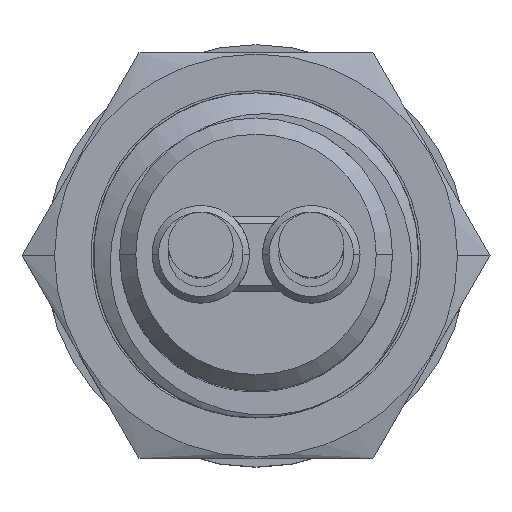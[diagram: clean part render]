
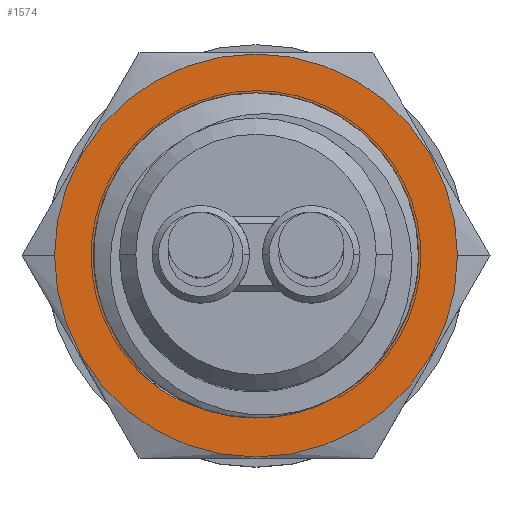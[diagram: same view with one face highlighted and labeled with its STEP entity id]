
A CAD part, top view. The second image highlights one B-rep face of the part: STEP entity #1574.
In plain terms, the highlighted planar face has unit normal (0, 0, 1).
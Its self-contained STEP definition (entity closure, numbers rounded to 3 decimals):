
#428=CARTESIAN_POINT('',(1.929,3.787,-18.6));
#443=CARTESIAN_POINT('',(3.005,3.005,-18.6));
#448=CARTESIAN_POINT('',(-2.981,-4.104,
-18.6));
#449=CARTESIAN_POINT('',(-3.225,-3.905,
-18.6));
#450=CARTESIAN_POINT('',(-3.665,-3.473,
-18.6));
#451=CARTESIAN_POINT('',(-4.2,-2.714,
-18.6));
#452=CARTESIAN_POINT('',(-4.577,-1.877,
-18.6));
#453=CARTESIAN_POINT('',(-4.794,-0.998,
-18.6));
#454=CARTESIAN_POINT('',(-4.846,-0.098,
-18.6));
#455=CARTESIAN_POINT('',(-4.727,0.796,
-18.6));
#456=CARTESIAN_POINT('',(-4.452,1.638,-18.6));
#457=CARTESIAN_POINT('',(-4.032,2.397,-18.6));
#458=CARTESIAN_POINT('',(-3.483,3.066,-18.6));
#459=CARTESIAN_POINT('',(-2.828,3.614,-18.6));
#460=CARTESIAN_POINT('',(-2.087,4.029,-18.6));
#461=CARTESIAN_POINT('',(-1.288,4.297,-18.6));
#462=CARTESIAN_POINT('',(-0.464,4.411,
-18.6));
#463=CARTESIAN_POINT('',(0.378,4.366,-18.6));
#464=CARTESIAN_POINT('',(1.192,4.163,-18.6));
#465=CARTESIAN_POINT('',(1.69,3.929,-18.6));
#466=CARTESIAN_POINT('',(1.929,3.787,-18.6));
#471=CARTESIAN_POINT('',(3.005,3.005,-18.6));
#472=CARTESIAN_POINT('',(3.215,2.821,-18.6));
#473=CARTESIAN_POINT('',(3.59,2.419,-18.6));
#474=CARTESIAN_POINT('',(4.031,1.717,-18.6));
#475=CARTESIAN_POINT('',(4.332,0.94,-18.6));
#476=CARTESIAN_POINT('',(4.483,0.129,-18.6));
#477=CARTESIAN_POINT('',(4.48,-0.715,
-18.6));
#478=CARTESIAN_POINT('',(4.317,-1.556,-18.6));
#479=CARTESIAN_POINT('',(3.996,-2.36,-18.6));
#480=CARTESIAN_POINT('',(3.525,-3.098,-18.6));
#481=CARTESIAN_POINT('',(2.919,-3.74,-18.6));
#482=CARTESIAN_POINT('',(2.201,-4.261,-18.6));
#483=CARTESIAN_POINT('',(1.397,-4.64,-18.6));
#484=CARTESIAN_POINT('',(0.526,-4.869,
-18.6));
#485=CARTESIAN_POINT('',(-0.37,-4.934,
-18.6));
#486=CARTESIAN_POINT('',(-1.281,-4.833,
-18.6));
#487=CARTESIAN_POINT('',(-2.17,-4.56,
-18.6));
#488=CARTESIAN_POINT('',(-2.717,-4.274,
-18.6));
#489=CARTESIAN_POINT('',(-2.981,-4.104,
-18.6));
#494=CARTESIAN_POINT('',(0.,0.,-18.6));
#495=DIRECTION('',(0.,0.,-1.));
#496=DIRECTION('',(0.454,0.891,0.));
#497=AXIS2_PLACEMENT_3D('',#494,#495,#496);
#502=CARTESIAN_POINT('',(0.,0.,-18.6));
#503=DIRECTION('',(0.,0.,1.));
#504=DIRECTION('',(-1.,0.,0.));
#505=AXIS2_PLACEMENT_3D('',#502,#503,#504);
#510=CARTESIAN_POINT('',(0.,0.,-18.6));
#511=DIRECTION('',(0.,0.,1.));
#512=DIRECTION('',(0.,1.,0.));
#513=AXIS2_PLACEMENT_3D('',#510,#511,#512);
#518=CARTESIAN_POINT('',(0.,0.,-18.6));
#519=DIRECTION('',(0.,0.,1.));
#520=DIRECTION('',(1.,0.,0.));
#521=AXIS2_PLACEMENT_3D('',#518,#519,#520);
#526=CARTESIAN_POINT('',(0.,0.,-18.6));
#527=DIRECTION('',(0.,0.,1.));
#528=DIRECTION('',(0.,-1.,0.));
#529=AXIS2_PLACEMENT_3D('',#526,#527,#528);
#931=VERTEX_POINT('',#428);
#946=VERTEX_POINT('',#443);
#947=VERTEX_POINT('',#448);
#953=CARTESIAN_POINT('',(6.2,0.,-18.6));
#954=CARTESIAN_POINT('',(0.,6.2,-18.6));
#955=VERTEX_POINT('',#953);
#956=VERTEX_POINT('',#954);
#960=CARTESIAN_POINT('',(-6.2,0.,-18.6));
#961=VERTEX_POINT('',#960);
#963=CARTESIAN_POINT('',(0.,-6.2,-18.6));
#964=VERTEX_POINT('',#963);
#1554=CARTESIAN_POINT('',(-6.448,-6.448,-18.6));
#1555=DIRECTION('',(0.,0.,1.));
#1556=DIRECTION('',(1.,0.,0.));
#1557=AXIS2_PLACEMENT_3D('',#1554,#1555,#1556);
#1558=PLANE('',#1557);
#1560=ORIENTED_EDGE('',*,*,#1559,.F.);
#1562=ORIENTED_EDGE('',*,*,#1561,.F.);
#1564=ORIENTED_EDGE('',*,*,#1563,.F.);
#1566=ORIENTED_EDGE('',*,*,#1565,.F.);
#1567=EDGE_LOOP('',(#1560,#1562,#1564,#1566));
#1568=FACE_OUTER_BOUND('',#1567,.F.);
#1569=ORIENTED_EDGE('',*,*,#1347,.F.);
#1570=ORIENTED_EDGE('',*,*,#1516,.F.);
#1571=ORIENTED_EDGE('',*,*,#1540,.F.);
#1572=EDGE_LOOP('',(#1569,#1570,#1571));
#1573=FACE_BOUND('',#1572,.F.);
#467=B_SPLINE_CURVE_WITH_KNOTS('',3,(#448,#449,#450,#451,#452,#453,#454,#455,
#456,#457,#458,#459,#460,#461,#462,#463,#464,#465,#466),.UNSPECIFIED.,.F.,.F.,
(4,1,1,1,1,1,1,1,1,1,1,1,1,1,1,1,4),(0.,0.063,0.125,0.188,0.25,
0.313,0.375,0.438,0.5,0.563,0.625,0.688,0.75,0.813,
0.875,0.938,1.),.UNSPECIFIED.);
#490=B_SPLINE_CURVE_WITH_KNOTS('',3,(#471,#472,#473,#474,#475,#476,#477,#478,
#479,#480,#481,#482,#483,#484,#485,#486,#487,#488,#489),.UNSPECIFIED.,.F.,.F.,
(4,1,1,1,1,1,1,1,1,1,1,1,1,1,1,1,4),(0.,0.063,0.125,0.188,0.25,
0.313,0.375,0.438,0.5,0.563,0.625,0.688,0.75,0.813,
0.875,0.938,1.),.UNSPECIFIED.);
#498=CIRCLE('',#497,4.25);
#506=CIRCLE('',#505,6.2);
#514=CIRCLE('',#513,6.2);
#522=CIRCLE('',#521,6.2);
#530=CIRCLE('',#529,6.2);
#1347=EDGE_CURVE('',#947,#931,#467,.T.);
#1516=EDGE_CURVE('',#946,#947,#490,.T.);
#1540=EDGE_CURVE('',#931,#946,#498,.T.);
#1559=EDGE_CURVE('',#961,#964,#506,.T.);
#1561=EDGE_CURVE('',#956,#961,#514,.T.);
#1563=EDGE_CURVE('',#955,#956,#522,.T.);
#1565=EDGE_CURVE('',#964,#955,#530,.T.);
#1574=ADVANCED_FACE('',(#1568,#1573),#1558,.T.);
